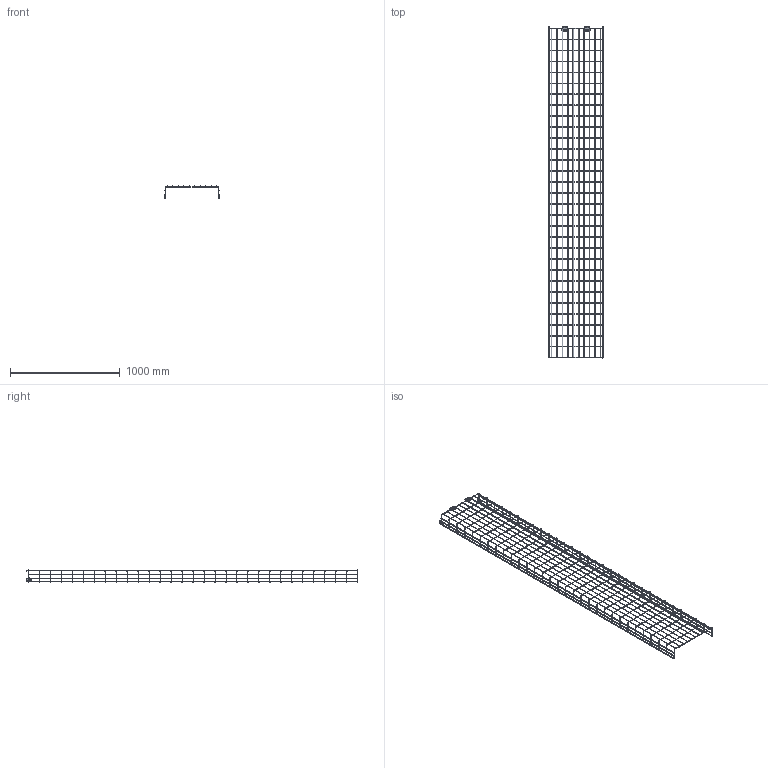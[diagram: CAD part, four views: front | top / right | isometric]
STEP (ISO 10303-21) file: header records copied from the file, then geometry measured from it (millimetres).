
FILE_DESCRIPTION((''),'2;1');
FILE_NAME('912450_ASM','2018-11-07T13:18:07',('tomasz.grudniewski'),(''),'CREO PARAMETRIC BY PTC INC, 2018260','CREO PARAMETRIC BY PTC INC, 2018260','');
FILE_SCHEMA(('CONFIG_CONTROL_DESIGN'));
Products named in the file (5): 912450; ZZLS1_1; ZZLS1_2_20140910; UZS1_1_5_20140716; 912450_ASM
Assembly tree (5 placements, depth 2):
  912450_ASM
    912450
    ZZLS1_1
    ZZLS1_2_20140910
    UZS1_1_5_20140716  x2
Bounding box: 500 x 3024.5 x 109.87 mm (x, y, z)
Volume: 1375544.8 mm3; surface area: 1110051 mm2
Topology: 51 solids, 51 shells, 1580 faces, 3700 edges, 2280 vertices
Faces by surface type: plane 660, cylinder 342, extrusion 226, bspline 164, torus 124, cone 64
Entity records: 54620 total; most frequent: CARTESIAN_POINT 26591, ORIENTED_EDGE 5944, DIRECTION 5137, EDGE_CURVE 2972, VECTOR 1859, VERTEX_POINT 1800, LINE 1702, AXIS2_PLACEMENT_3D 1639
